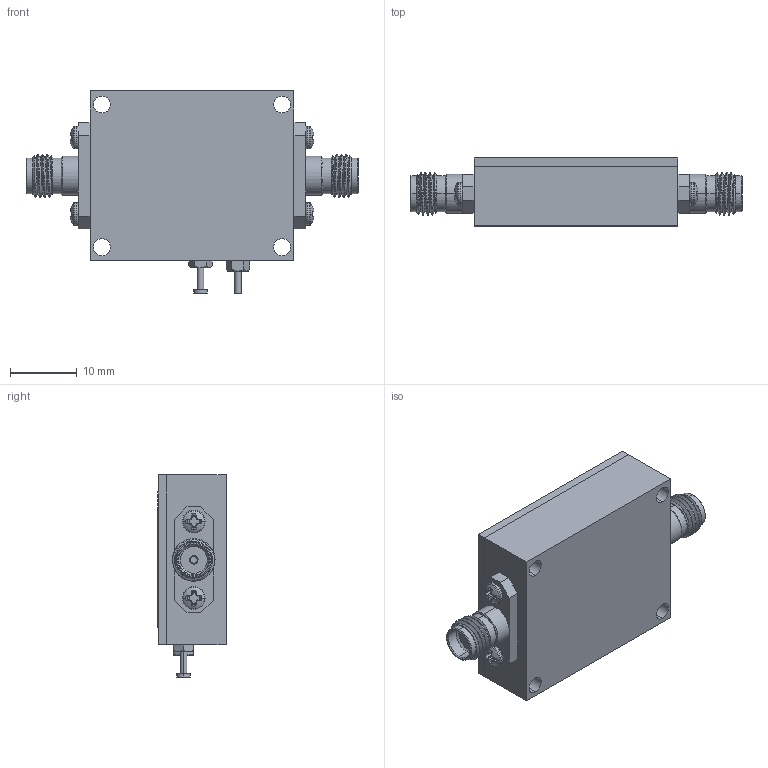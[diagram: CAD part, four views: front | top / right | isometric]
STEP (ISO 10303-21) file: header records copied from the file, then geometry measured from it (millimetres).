
FILE_DESCRIPTION (( 'STEP AP214' ), '1' );
FILE_NAME ('PE15A3255.STEP', '2017-09-05T22:17:38', ( '' ), ( '' ), 'SwSTEP 2.0', 'SolidWorks 2014', '' );
FILE_SCHEMA (( 'AUTOMOTIVE_DESIGN' ));
Length unit declared in the file: inch
Products named in the file (1): PE15A3255
Bounding box: 49.63 x 10.19 x 30.23 mm (x, y, z)
Volume: 8312 mm3; surface area: 4775 mm2
Topology: 17 solids, 17 shells, 1427 faces, 3814 edges, 2496 vertices
Faces by surface type: plane 675, cylinder 289, bspline 277, cone 162, torus 16, sphere 8
Entity records: 81815 total; most frequent: CARTESIAN_POINT 35577, ORIENTED_EDGE 7580, DIRECTION 5454, EDGE_CURVE 3790, VERTEX_POINT 2496, LINE 2036, VECTOR 2036, AXIS2_PLACEMENT_3D 1709
